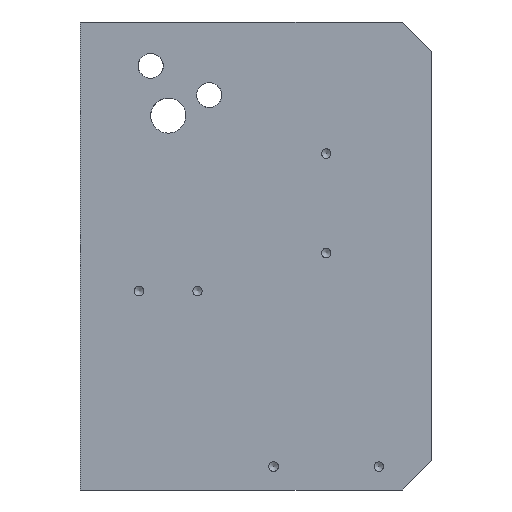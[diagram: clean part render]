
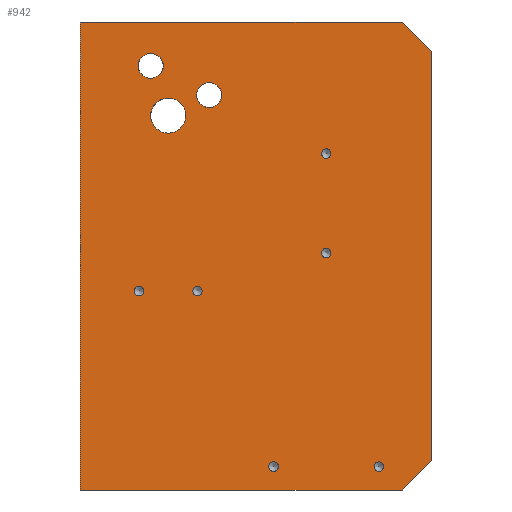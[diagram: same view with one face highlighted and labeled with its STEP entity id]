
A CAD part, front view. The second image highlights one B-rep face of the part: STEP entity #942.
In plain terms, the highlighted planar face has unit normal (0, -1, 0).
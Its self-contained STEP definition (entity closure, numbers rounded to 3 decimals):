
#42=FACE_BOUND('',#209,.T.);
#43=FACE_BOUND('',#210,.T.);
#44=FACE_BOUND('',#211,.T.);
#45=FACE_BOUND('',#212,.T.);
#46=FACE_BOUND('',#213,.T.);
#47=FACE_BOUND('',#214,.T.);
#48=FACE_BOUND('',#215,.T.);
#49=FACE_BOUND('',#216,.T.);
#50=FACE_BOUND('',#217,.T.);
#59=PLANE('',#1074);
#133=FACE_OUTER_BOUND('',#208,.T.);
#208=EDGE_LOOP('',(#841,#842,#843,#844,#845,#846));
#209=EDGE_LOOP('',(#847));
#210=EDGE_LOOP('',(#848));
#211=EDGE_LOOP('',(#849));
#212=EDGE_LOOP('',(#850));
#213=EDGE_LOOP('',(#851));
#214=EDGE_LOOP('',(#852));
#215=EDGE_LOOP('',(#853));
#216=EDGE_LOOP('',(#854));
#217=EDGE_LOOP('',(#855));
#231=LINE('',#1446,#295);
#235=LINE('',#1453,#299);
#241=LINE('',#1485,#305);
#276=LINE('',#1695,#340);
#289=LINE('',#1742,#353);
#290=LINE('',#1744,#354);
#295=VECTOR('',#1094,10.);
#299=VECTOR('',#1100,10.);
#305=VECTOR('',#1130,10.);
#340=VECTOR('',#1301,10.);
#353=VECTOR('',#1354,10.);
#354=VECTOR('',#1357,10.);
#355=CIRCLE('',#968,6.);
#369=CIRCLE('',#989,1.621);
#371=CIRCLE('',#993,1.621);
#373=CIRCLE('',#997,1.621);
#375=CIRCLE('',#1001,1.621);
#377=CIRCLE('',#1005,1.621);
#379=CIRCLE('',#1009,1.621);
#386=CIRCLE('',#1030,4.283);
#389=CIRCLE('',#1042,4.283);
#400=VERTEX_POINT('',#1362);
#409=VERTEX_POINT('',#1443);
#410=VERTEX_POINT('',#1445);
#412=VERTEX_POINT('',#1451);
#426=VERTEX_POINT('',#1483);
#429=VERTEX_POINT('',#1492);
#432=VERTEX_POINT('',#1501);
#435=VERTEX_POINT('',#1510);
#438=VERTEX_POINT('',#1519);
#441=VERTEX_POINT('',#1528);
#444=VERTEX_POINT('',#1537);
#458=VERTEX_POINT('',#1647);
#464=VERTEX_POINT('',#1670);
#470=VERTEX_POINT('',#1693);
#484=VERTEX_POINT('',#1740);
#485=EDGE_CURVE('',#400,#400,#355,.T.);
#497=EDGE_CURVE('',#409,#410,#231,.T.);
#501=EDGE_CURVE('',#409,#412,#235,.T.);
#517=EDGE_CURVE('',#426,#412,#241,.T.);
#520=EDGE_CURVE('',#429,#429,#369,.T.);
#524=EDGE_CURVE('',#432,#432,#371,.T.);
#528=EDGE_CURVE('',#435,#435,#373,.T.);
#532=EDGE_CURVE('',#438,#438,#375,.T.);
#536=EDGE_CURVE('',#441,#441,#377,.T.);
#540=EDGE_CURVE('',#444,#444,#379,.T.);
#562=EDGE_CURVE('',#458,#458,#386,.T.);
#574=EDGE_CURVE('',#464,#464,#389,.T.);
#587=EDGE_CURVE('',#426,#470,#276,.T.);
#608=EDGE_CURVE('',#484,#470,#289,.T.);
#609=EDGE_CURVE('',#484,#410,#290,.T.);
#841=ORIENTED_EDGE('',*,*,#497,.F.);
#842=ORIENTED_EDGE('',*,*,#501,.T.);
#843=ORIENTED_EDGE('',*,*,#517,.F.);
#844=ORIENTED_EDGE('',*,*,#587,.T.);
#845=ORIENTED_EDGE('',*,*,#608,.F.);
#846=ORIENTED_EDGE('',*,*,#609,.T.);
#847=ORIENTED_EDGE('',*,*,#485,.T.);
#848=ORIENTED_EDGE('',*,*,#520,.T.);
#849=ORIENTED_EDGE('',*,*,#524,.T.);
#850=ORIENTED_EDGE('',*,*,#528,.T.);
#851=ORIENTED_EDGE('',*,*,#532,.T.);
#852=ORIENTED_EDGE('',*,*,#536,.T.);
#853=ORIENTED_EDGE('',*,*,#540,.T.);
#854=ORIENTED_EDGE('',*,*,#562,.T.);
#855=ORIENTED_EDGE('',*,*,#574,.T.);
#942=ADVANCED_FACE('',(#133,#42,#43,#44,#45,#46,#47,#48,#49,#50),#59,.T.);
#968=AXIS2_PLACEMENT_3D('',#1363,#1080,#1081);
#989=AXIS2_PLACEMENT_3D('',#1493,#1138,#1139);
#993=AXIS2_PLACEMENT_3D('',#1502,#1148,#1149);
#997=AXIS2_PLACEMENT_3D('',#1511,#1158,#1159);
#1001=AXIS2_PLACEMENT_3D('',#1520,#1168,#1169);
#1005=AXIS2_PLACEMENT_3D('',#1529,#1178,#1179);
#1009=AXIS2_PLACEMENT_3D('',#1538,#1188,#1189);
#1030=AXIS2_PLACEMENT_3D('',#1648,#1242,#1243);
#1042=AXIS2_PLACEMENT_3D('',#1671,#1271,#1272);
#1074=AXIS2_PLACEMENT_3D('',#1743,#1355,#1356);
#1080=DIRECTION('center_axis',(0.,1.,0.));
#1081=DIRECTION('ref_axis',(1.,0.,0.));
#1094=DIRECTION('',(-0.707,0.,-0.707));
#1100=DIRECTION('',(0.,0.,1.));
#1130=DIRECTION('',(0.707,0.,-0.707));
#1138=DIRECTION('center_axis',(0.,1.,0.));
#1139=DIRECTION('ref_axis',(1.,0.,0.));
#1148=DIRECTION('center_axis',(0.,1.,0.));
#1149=DIRECTION('ref_axis',(1.,0.,0.));
#1158=DIRECTION('center_axis',(0.,1.,0.));
#1159=DIRECTION('ref_axis',(1.,0.,0.));
#1168=DIRECTION('center_axis',(0.,1.,0.));
#1169=DIRECTION('ref_axis',(1.,0.,0.));
#1178=DIRECTION('center_axis',(0.,1.,0.));
#1179=DIRECTION('ref_axis',(1.,0.,0.));
#1188=DIRECTION('center_axis',(0.,1.,0.));
#1189=DIRECTION('ref_axis',(1.,0.,0.));
#1242=DIRECTION('center_axis',(0.,1.,0.));
#1243=DIRECTION('ref_axis',(1.,0.,0.));
#1271=DIRECTION('center_axis',(0.,1.,0.));
#1272=DIRECTION('ref_axis',(1.,0.,0.));
#1301=DIRECTION('',(-1.,0.,0.));
#1354=DIRECTION('',(0.,0.,1.));
#1355=DIRECTION('center_axis',(0.,-1.,0.));
#1356=DIRECTION('ref_axis',(1.,0.,0.));
#1357=DIRECTION('',(1.,0.,0.));
#1362=CARTESIAN_POINT('',(24.,0.,128.));
#1363=CARTESIAN_POINT('Origin',(30.,0.,128.));
#1443=CARTESIAN_POINT('',(120.,0.,10.));
#1445=CARTESIAN_POINT('',(110.,0.,0.));
#1446=CARTESIAN_POINT('',(85.,0.,-25.));
#1451=CARTESIAN_POINT('',(120.,0.,150.));
#1453=CARTESIAN_POINT('',(120.,0.,0.));
#1483=CARTESIAN_POINT('',(110.,0.,160.));
#1485=CARTESIAN_POINT('',(125.,0.,145.));
#1492=CARTESIAN_POINT('',(18.379,0.,68.));
#1493=CARTESIAN_POINT('Origin',(20.,0.,68.));
#1501=CARTESIAN_POINT('',(38.379,0.,68.));
#1502=CARTESIAN_POINT('Origin',(40.,0.,68.));
#1510=CARTESIAN_POINT('',(64.379,0.,8.));
#1511=CARTESIAN_POINT('Origin',(66.,0.,8.));
#1519=CARTESIAN_POINT('',(82.379,0.,115.));
#1520=CARTESIAN_POINT('Origin',(84.,0.,115.));
#1528=CARTESIAN_POINT('',(82.379,0.,81.));
#1529=CARTESIAN_POINT('Origin',(84.,0.,81.));
#1537=CARTESIAN_POINT('',(100.379,0.,8.));
#1538=CARTESIAN_POINT('Origin',(102.,0.,8.));
#1647=CARTESIAN_POINT('',(39.717,0.,135.));
#1648=CARTESIAN_POINT('Origin',(44.,0.,135.));
#1670=CARTESIAN_POINT('',(19.717,0.,145.));
#1671=CARTESIAN_POINT('Origin',(24.,0.,145.));
#1693=CARTESIAN_POINT('',(0.,0.,160.));
#1695=CARTESIAN_POINT('',(120.,0.,160.));
#1740=CARTESIAN_POINT('',(0.,0.,0.));
#1742=CARTESIAN_POINT('',(0.,0.,0.));
#1743=CARTESIAN_POINT('Origin',(0.,0.,0.));
#1744=CARTESIAN_POINT('',(0.,0.,0.));
